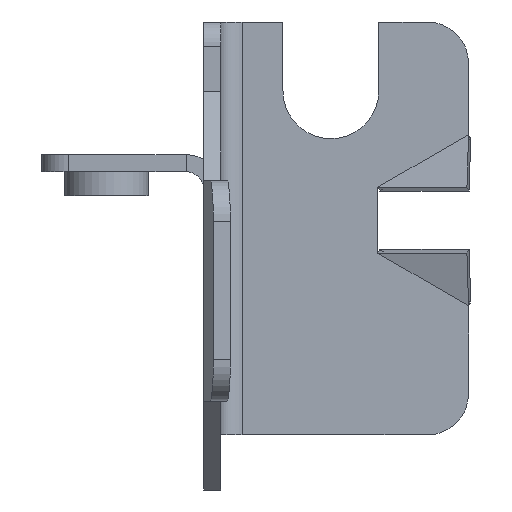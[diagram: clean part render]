
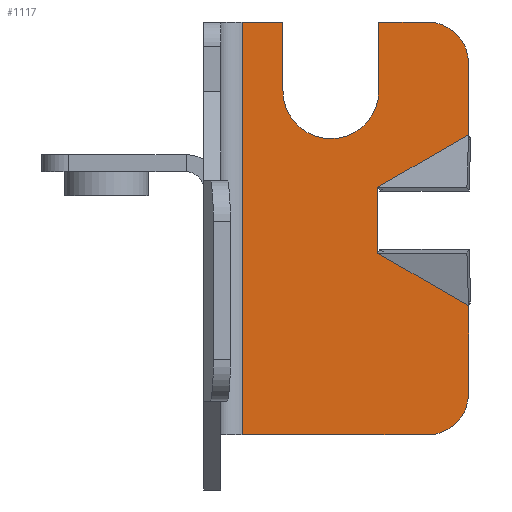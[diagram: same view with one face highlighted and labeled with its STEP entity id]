
A CAD part, front view. The second image highlights one B-rep face of the part: STEP entity #1117.
In plain terms, the highlighted planar face has unit normal (0, -1, 0).
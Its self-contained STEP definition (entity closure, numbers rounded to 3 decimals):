
#63=CIRCLE('',#1221,1.905);
#64=CIRCLE('',#1222,2.21);
#65=CIRCLE('',#1223,1.905);
#96=FACE_OUTER_BOUND('',#166,.T.);
#166=EDGE_LOOP('',(#829,#830,#831,#832,#833,#834,#835,#836,#837,#838,#839,
#840,#841,#842));
#222=LINE('',#1640,#344);
#228=LINE('',#1653,#350);
#284=LINE('',#1809,#406);
#287=LINE('',#1815,#409);
#288=LINE('',#1819,#410);
#289=LINE('',#1821,#411);
#290=LINE('',#1823,#412);
#291=LINE('',#1825,#413);
#292=LINE('',#1828,#414);
#293=LINE('',#1830,#415);
#294=LINE('',#1831,#416);
#344=VECTOR('',#1298,1000.);
#350=VECTOR('',#1306,1000.);
#406=VECTOR('',#1428,1000.);
#409=VECTOR('',#1435,1000.);
#410=VECTOR('',#1438,1000.);
#411=VECTOR('',#1439,1000.);
#412=VECTOR('',#1440,1000.);
#413=VECTOR('',#1441,1000.);
#414=VECTOR('',#1444,1000.);
#415=VECTOR('',#1445,1000.);
#416=VECTOR('',#1446,1000.);
#466=VERTEX_POINT('',#1638);
#467=VERTEX_POINT('',#1639);
#472=VERTEX_POINT('',#1650);
#473=VERTEX_POINT('',#1652);
#539=VERTEX_POINT('',#1807);
#540=VERTEX_POINT('',#1808);
#541=VERTEX_POINT('',#1814);
#542=VERTEX_POINT('',#1816);
#543=VERTEX_POINT('',#1818);
#544=VERTEX_POINT('',#1820);
#545=VERTEX_POINT('',#1822);
#546=VERTEX_POINT('',#1824);
#547=VERTEX_POINT('',#1827);
#548=VERTEX_POINT('',#1829);
#566=EDGE_CURVE('',#466,#467,#222,.T.);
#572=EDGE_CURVE('',#473,#472,#228,.T.);
#650=EDGE_CURVE('',#539,#540,#284,.T.);
#653=EDGE_CURVE('',#472,#467,#63,.T.);
#654=EDGE_CURVE('',#466,#541,#287,.T.);
#655=EDGE_CURVE('',#541,#542,#64,.T.);
#656=EDGE_CURVE('',#542,#543,#288,.T.);
#657=EDGE_CURVE('',#544,#543,#289,.T.);
#658=EDGE_CURVE('',#545,#544,#290,.T.);
#659=EDGE_CURVE('',#545,#546,#291,.T.);
#660=EDGE_CURVE('',#546,#539,#65,.T.);
#661=EDGE_CURVE('',#540,#547,#292,.T.);
#662=EDGE_CURVE('',#547,#548,#293,.T.);
#663=EDGE_CURVE('',#548,#473,#294,.T.);
#829=ORIENTED_EDGE('',*,*,#572,.T.);
#830=ORIENTED_EDGE('',*,*,#653,.T.);
#831=ORIENTED_EDGE('',*,*,#566,.F.);
#832=ORIENTED_EDGE('',*,*,#654,.T.);
#833=ORIENTED_EDGE('',*,*,#655,.T.);
#834=ORIENTED_EDGE('',*,*,#656,.T.);
#835=ORIENTED_EDGE('',*,*,#657,.F.);
#836=ORIENTED_EDGE('',*,*,#658,.F.);
#837=ORIENTED_EDGE('',*,*,#659,.T.);
#838=ORIENTED_EDGE('',*,*,#660,.T.);
#839=ORIENTED_EDGE('',*,*,#650,.T.);
#840=ORIENTED_EDGE('',*,*,#661,.T.);
#841=ORIENTED_EDGE('',*,*,#662,.T.);
#842=ORIENTED_EDGE('',*,*,#663,.T.);
#1070=PLANE('',#1220);
#1117=ADVANCED_FACE('',(#96),#1070,.T.);
#1220=AXIS2_PLACEMENT_3D('',#1812,#1431,#1432);
#1221=AXIS2_PLACEMENT_3D('',#1813,#1433,#1434);
#1222=AXIS2_PLACEMENT_3D('',#1817,#1436,#1437);
#1223=AXIS2_PLACEMENT_3D('',#1826,#1442,#1443);
#1298=DIRECTION('',(1.,0.,0.));
#1306=DIRECTION('',(0.,0.,1.));
#1428=DIRECTION('',(0.,0.,1.));
#1431=DIRECTION('center_axis',(0.,-1.,0.));
#1432=DIRECTION('ref_axis',(0.,0.,-1.));
#1433=DIRECTION('center_axis',(0.,-1.,0.));
#1434=DIRECTION('ref_axis',(0.,0.,-1.));
#1435=DIRECTION('',(0.,0.,-1.));
#1436=DIRECTION('center_axis',(0.,1.,0.));
#1437=DIRECTION('ref_axis',(0.,0.,
1.));
#1438=DIRECTION('',(0.,0.,1.));
#1439=DIRECTION('',(1.,0.,0.));
#1440=DIRECTION('',(0.,0.,1.));
#1441=DIRECTION('',(1.,0.,0.));
#1442=DIRECTION('center_axis',(0.,-1.,0.));
#1443=DIRECTION('ref_axis',(0.,0.,-1.));
#1444=DIRECTION('',(-0.866,0.,0.5));
#1445=DIRECTION('',(0.,0.,1.));
#1446=DIRECTION('',(0.866,0.,0.5));
#1638=CARTESIAN_POINT('',(12.573,6.35,4.521));
#1639=CARTESIAN_POINT('',(14.808,6.35,4.521));
#1640=CARTESIAN_POINT('',(6.274,6.35,4.521));
#1650=CARTESIAN_POINT('',(16.713,6.35,2.616));
#1652=CARTESIAN_POINT('',(16.713,6.35,-0.679));
#1653=CARTESIAN_POINT('',(16.713,6.35,-17.069));
#1807=CARTESIAN_POINT('',(16.713,6.35,-12.624));
#1808=CARTESIAN_POINT('',(16.713,6.35,-8.567));
#1809=CARTESIAN_POINT('',(16.713,6.35,-17.069));
#1812=CARTESIAN_POINT('Origin',(6.274,6.35,-17.069));
#1813=CARTESIAN_POINT('Origin',(14.808,6.35,2.616));
#1814=CARTESIAN_POINT('',(12.573,6.35,1.346));
#1815=CARTESIAN_POINT('',(12.573,6.35,1.346));
#1816=CARTESIAN_POINT('',(8.153,6.35,1.346));
#1817=CARTESIAN_POINT('Origin',(10.363,6.35,1.346));
#1818=CARTESIAN_POINT('',(8.153,6.35,4.521));
#1819=CARTESIAN_POINT('',(8.153,6.35,1.346));
#1820=CARTESIAN_POINT('',(6.274,6.35,4.521));
#1821=CARTESIAN_POINT('',(6.274,6.35,4.521));
#1822=CARTESIAN_POINT('',(6.274,6.35,-14.529));
#1823=CARTESIAN_POINT('',(6.274,6.35,-17.069));
#1824=CARTESIAN_POINT('',(14.808,6.35,-14.529));
#1825=CARTESIAN_POINT('',(6.274,6.35,-14.529));
#1826=CARTESIAN_POINT('Origin',(14.808,6.35,-12.624));
#1827=CARTESIAN_POINT('',(12.522,6.35,-6.147));
#1828=CARTESIAN_POINT('',(16.713,6.35,-8.567));
#1829=CARTESIAN_POINT('',(12.522,6.35,-3.099));
#1830=CARTESIAN_POINT('',(12.522,6.35,-6.147));
#1831=CARTESIAN_POINT('',(16.713,6.35,-0.679));
